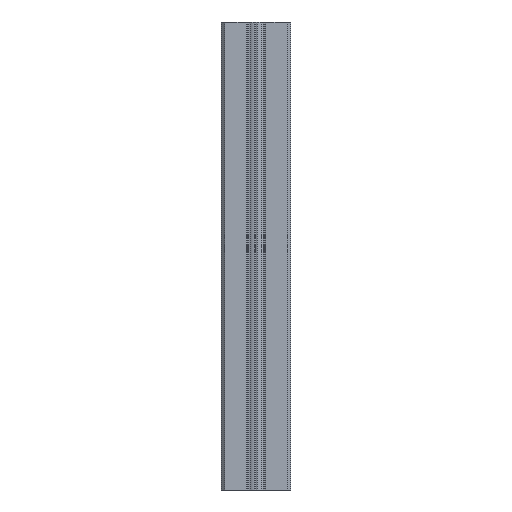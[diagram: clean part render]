
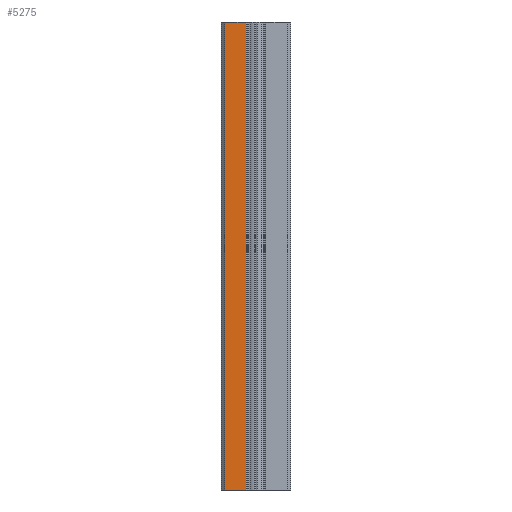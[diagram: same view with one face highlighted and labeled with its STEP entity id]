
A CAD part, left-side view. The second image highlights one B-rep face of the part: STEP entity #5275.
In plain terms, the highlighted planar face has unit normal (-1, 0, 0).
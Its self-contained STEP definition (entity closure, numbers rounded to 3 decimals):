
#254 = FACE_OUTER_BOUND ( 'NONE', #4084, .T. ) ;
#318 = PLANE ( 'NONE',  #7353 ) ;
#495 = LINE ( 'NONE', #4887, #6856 ) ;
#605 = CARTESIAN_POINT ( 'NONE',  ( -45., 6.3, 152.4 ) ) ;
#1575 = VECTOR ( 'NONE', #2908, 1000. ) ;
#1893 = EDGE_CURVE ( 'NONE', #3130, #4158, #2254, .T. ) ;
#2134 = ORIENTED_EDGE ( 'NONE', *, *, #4484, .T. ) ;
#2254 = LINE ( 'NONE', #3401, #5401 ) ;
#2314 = DIRECTION ( 'NONE',  ( 0., 0., -1. ) ) ;
#2908 = DIRECTION ( 'NONE',  ( 0., 0., 1. ) ) ;
#3130 = VERTEX_POINT ( 'NONE', #4403 ) ;
#3401 = CARTESIAN_POINT ( 'NONE',  ( -45., 0., -152.4 ) ) ;
#3414 = VECTOR ( 'NONE', #2314, 1000. ) ;
#3697 = DIRECTION ( 'NONE',  ( 0., 0., 1. ) ) ;
#4084 = EDGE_LOOP ( 'NONE', ( #2134, #6760, #6419, #7049 ) ) ;
#4105 = VERTEX_POINT ( 'NONE', #6414 ) ;
#4158 = VERTEX_POINT ( 'NONE', #7036 ) ;
#4164 = CARTESIAN_POINT ( 'NONE',  ( -45., 6.3, 152.4 ) ) ;
#4229 = DIRECTION ( 'NONE',  ( -1., 0., 0. ) ) ;
#4403 = CARTESIAN_POINT ( 'NONE',  ( -45., 6.3, -152.4 ) ) ;
#4484 = EDGE_CURVE ( 'NONE', #5005, #4105, #495, .T. ) ;
#4887 = CARTESIAN_POINT ( 'NONE',  ( -45., 0., 152.4 ) ) ;
#5005 = VERTEX_POINT ( 'NONE', #4164 ) ;
#5083 = EDGE_CURVE ( 'NONE', #3130, #5005, #5768, .T. ) ;
#5275 = ADVANCED_FACE ( 'NONE', ( #254 ), #318, .T. ) ;
#5296 = LINE ( 'NONE', #5334, #3414 ) ;
#5334 = CARTESIAN_POINT ( 'NONE',  ( -45., 20.5, -152.4 ) ) ;
#5401 = VECTOR ( 'NONE', #6304, 1000. ) ;
#5437 = EDGE_CURVE ( 'NONE', #4105, #4158, #5296, .T. ) ;
#5538 = DIRECTION ( 'NONE',  ( 0., 1., 0. ) ) ;
#5768 = LINE ( 'NONE', #605, #1575 ) ;
#6304 = DIRECTION ( 'NONE',  ( 0., 1., 0. ) ) ;
#6414 = CARTESIAN_POINT ( 'NONE',  ( -45., 20.5, 152.4 ) ) ;
#6419 = ORIENTED_EDGE ( 'NONE', *, *, #1893, .F. ) ;
#6601 = CARTESIAN_POINT ( 'NONE',  ( -45., 0., 152.4 ) ) ;
#6760 = ORIENTED_EDGE ( 'NONE', *, *, #5437, .T. ) ;
#6856 = VECTOR ( 'NONE', #5538, 1000. ) ;
#7036 = CARTESIAN_POINT ( 'NONE',  ( -45., 20.5, -152.4 ) ) ;
#7049 = ORIENTED_EDGE ( 'NONE', *, *, #5083, .T. ) ;
#7353 = AXIS2_PLACEMENT_3D ( 'NONE', #6601, #4229, #3697 ) ;
